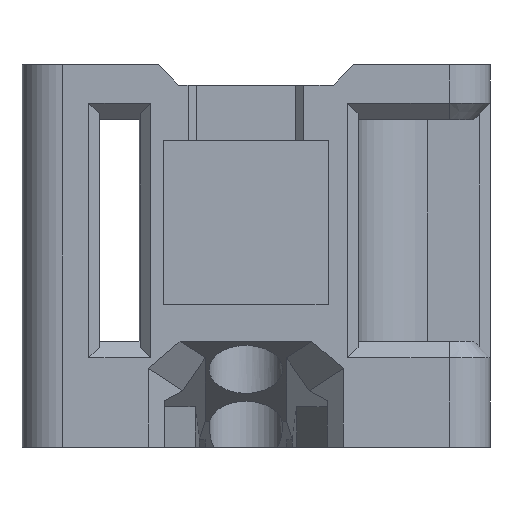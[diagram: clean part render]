
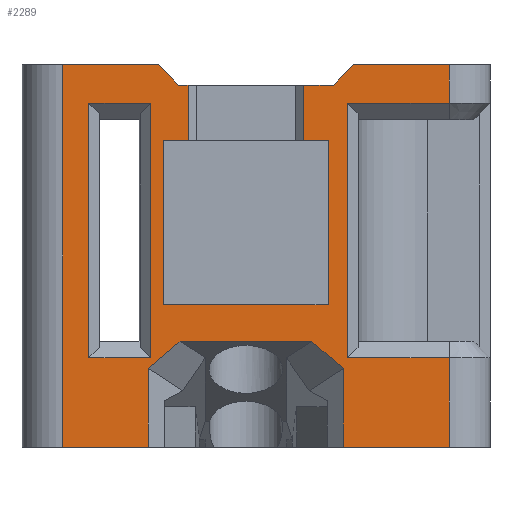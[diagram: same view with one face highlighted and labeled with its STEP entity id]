
A CAD part, left-side view. The second image highlights one B-rep face of the part: STEP entity #2289.
In plain terms, the highlighted planar face has unit normal (-1, 0, 0).
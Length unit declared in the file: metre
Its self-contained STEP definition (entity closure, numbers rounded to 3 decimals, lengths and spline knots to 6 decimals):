
#218=ORIENTED_EDGE('',*,*,#881,.F.);
#219=ORIENTED_EDGE('',*,*,#882,.F.);
#220=ORIENTED_EDGE('',*,*,#883,.F.);
#221=ORIENTED_EDGE('',*,*,#884,.F.);
#222=ORIENTED_EDGE('',*,*,#885,.T.);
#223=ORIENTED_EDGE('',*,*,#886,.T.);
#224=ORIENTED_EDGE('',*,*,#887,.F.);
#225=ORIENTED_EDGE('',*,*,#888,.F.);
#226=ORIENTED_EDGE('',*,*,#889,.T.);
#227=ORIENTED_EDGE('',*,*,#890,.F.);
#228=ORIENTED_EDGE('',*,*,#891,.F.);
#229=ORIENTED_EDGE('',*,*,#892,.F.);
#230=ORIENTED_EDGE('',*,*,#893,.T.);
#231=ORIENTED_EDGE('',*,*,#894,.T.);
#232=ORIENTED_EDGE('',*,*,#869,.T.);
#233=ORIENTED_EDGE('',*,*,#895,.F.);
#234=ORIENTED_EDGE('',*,*,#896,.F.);
#235=ORIENTED_EDGE('',*,*,#897,.T.);
#236=ORIENTED_EDGE('',*,*,#898,.F.);
#237=ORIENTED_EDGE('',*,*,#899,.F.);
#238=ORIENTED_EDGE('',*,*,#851,.T.);
#239=ORIENTED_EDGE('',*,*,#900,.F.);
#240=ORIENTED_EDGE('',*,*,#901,.F.);
#241=ORIENTED_EDGE('',*,*,#902,.F.);
#242=ORIENTED_EDGE('',*,*,#903,.F.);
#243=ORIENTED_EDGE('',*,*,#904,.F.);
#244=ORIENTED_EDGE('',*,*,#905,.T.);
#245=ORIENTED_EDGE('',*,*,#906,.F.);
#246=ORIENTED_EDGE('',*,*,#907,.F.);
#247=ORIENTED_EDGE('',*,*,#908,.F.);
#851=EDGE_CURVE('',#1183,#1182,#1395,.T.);
#869=EDGE_CURVE('',#1201,#1200,#1412,.T.);
#881=EDGE_CURVE('',#1209,#1210,#1420,.T.);
#882=EDGE_CURVE('',#1211,#1209,#1421,.T.);
#883=EDGE_CURVE('',#1212,#1211,#1422,.T.);
#884=EDGE_CURVE('',#1210,#1212,#1423,.T.);
#885=EDGE_CURVE('',#1213,#1214,#1424,.F.);
#886=EDGE_CURVE('',#1214,#1215,#1425,.F.);
#887=EDGE_CURVE('',#1216,#1215,#1426,.F.);
#888=EDGE_CURVE('',#1217,#1216,#1427,.F.);
#889=EDGE_CURVE('',#1217,#1218,#1428,.F.);
#890=EDGE_CURVE('',#1219,#1218,#1429,.T.);
#891=EDGE_CURVE('',#1220,#1219,#1430,.T.);
#892=EDGE_CURVE('',#1221,#1220,#1431,.F.);
#893=EDGE_CURVE('',#1221,#1222,#1432,.T.);
#894=EDGE_CURVE('',#1222,#1201,#1433,.T.);
#895=EDGE_CURVE('',#1223,#1200,#1434,.T.);
#896=EDGE_CURVE('',#1224,#1223,#1435,.F.);
#897=EDGE_CURVE('',#1224,#1225,#1436,.T.);
#898=EDGE_CURVE('',#1226,#1225,#1437,.T.);
#899=EDGE_CURVE('',#1183,#1226,#1438,.T.);
#900=EDGE_CURVE('',#1227,#1182,#1439,.T.);
#901=EDGE_CURVE('',#1228,#1227,#1440,.T.);
#902=EDGE_CURVE('',#1229,#1228,#1441,.T.);
#903=EDGE_CURVE('',#1230,#1229,#1442,.T.);
#904=EDGE_CURVE('',#1231,#1230,#1443,.T.);
#905=EDGE_CURVE('',#1231,#1232,#1444,.T.);
#906=EDGE_CURVE('',#1233,#1232,#1445,.F.);
#907=EDGE_CURVE('',#1234,#1233,#1446,.T.);
#908=EDGE_CURVE('',#1213,#1234,#1447,.T.);
#1182=VERTEX_POINT('',#3307);
#1183=VERTEX_POINT('',#3309);
#1200=VERTEX_POINT('',#3343);
#1201=VERTEX_POINT('',#3345);
#1209=VERTEX_POINT('',#3368);
#1210=VERTEX_POINT('',#3369);
#1211=VERTEX_POINT('',#3371);
#1212=VERTEX_POINT('',#3373);
#1213=VERTEX_POINT('',#3376);
#1214=VERTEX_POINT('',#3377);
#1215=VERTEX_POINT('',#3379);
#1216=VERTEX_POINT('',#3381);
#1217=VERTEX_POINT('',#3383);
#1218=VERTEX_POINT('',#3385);
#1219=VERTEX_POINT('',#3387);
#1220=VERTEX_POINT('',#3389);
#1221=VERTEX_POINT('',#3391);
#1222=VERTEX_POINT('',#3393);
#1223=VERTEX_POINT('',#3396);
#1224=VERTEX_POINT('',#3398);
#1225=VERTEX_POINT('',#3400);
#1226=VERTEX_POINT('',#3402);
#1227=VERTEX_POINT('',#3405);
#1228=VERTEX_POINT('',#3407);
#1229=VERTEX_POINT('',#3409);
#1230=VERTEX_POINT('',#3411);
#1231=VERTEX_POINT('',#3413);
#1232=VERTEX_POINT('',#3415);
#1233=VERTEX_POINT('',#3417);
#1234=VERTEX_POINT('',#3419);
#1395=LINE('',#3308,#1651);
#1412=LINE('',#3344,#1668);
#1420=LINE('',#3367,#1676);
#1421=LINE('',#3370,#1677);
#1422=LINE('',#3372,#1678);
#1423=LINE('',#3374,#1679);
#1424=LINE('',#3375,#1680);
#1425=LINE('',#3378,#1681);
#1426=LINE('',#3380,#1682);
#1427=LINE('',#3382,#1683);
#1428=LINE('',#3384,#1684);
#1429=LINE('',#3386,#1685);
#1430=LINE('',#3388,#1686);
#1431=LINE('',#3390,#1687);
#1432=LINE('',#3392,#1688);
#1433=LINE('',#3394,#1689);
#1434=LINE('',#3395,#1690);
#1435=LINE('',#3397,#1691);
#1436=LINE('',#3399,#1692);
#1437=LINE('',#3401,#1693);
#1438=LINE('',#3403,#1694);
#1439=LINE('',#3404,#1695);
#1440=LINE('',#3406,#1696);
#1441=LINE('',#3408,#1697);
#1442=LINE('',#3410,#1698);
#1443=LINE('',#3412,#1699);
#1444=LINE('',#3414,#1700);
#1445=LINE('',#3416,#1701);
#1446=LINE('',#3418,#1702);
#1447=LINE('',#3420,#1703);
#1651=VECTOR('',#2651,1.);
#1668=VECTOR('',#2670,1.);
#1676=VECTOR('',#2692,1.);
#1677=VECTOR('',#2693,1.);
#1678=VECTOR('',#2694,1.);
#1679=VECTOR('',#2695,1.);
#1680=VECTOR('',#2696,1.);
#1681=VECTOR('',#2697,1.);
#1682=VECTOR('',#2698,1.);
#1683=VECTOR('',#2699,1.);
#1684=VECTOR('',#2700,1.);
#1685=VECTOR('',#2701,1.);
#1686=VECTOR('',#2702,1.);
#1687=VECTOR('',#2703,1.);
#1688=VECTOR('',#2704,1.);
#1689=VECTOR('',#2705,1.);
#1690=VECTOR('',#2706,1.);
#1691=VECTOR('',#2707,1.);
#1692=VECTOR('',#2708,1.);
#1693=VECTOR('',#2709,1.);
#1694=VECTOR('',#2710,1.);
#1695=VECTOR('',#2711,1.);
#1696=VECTOR('',#2712,1.);
#1697=VECTOR('',#2713,1.);
#1698=VECTOR('',#2714,1.);
#1699=VECTOR('',#2715,1.);
#1700=VECTOR('',#2716,1.);
#1701=VECTOR('',#2717,1.);
#1702=VECTOR('',#2718,1.);
#1703=VECTOR('',#2719,1.);
#1891=EDGE_LOOP('',(#218,#219,#220,#221));
#1892=EDGE_LOOP('',(#222,#223,#224,#225,#226,#227,#228,#229,#230,#231,#232,
#233,#234,#235,#236,#237,#238,#239,#240,#241,#242,#243,#244,#245,#246,#247));
#2047=FACE_BOUND('',#1891,.T.);
#2048=FACE_BOUND('',#1892,.T.);
#2198=PLANE('',#2441);
#2289=ADVANCED_FACE('',(#2047,#2048),#2198,.T.);
#2441=AXIS2_PLACEMENT_3D('',#3366,#2690,#2691);
#2651=DIRECTION('',(0.,-1.,0.));
#2670=DIRECTION('',(0.,-1.,0.));
#2690=DIRECTION('',(-1.,0.,0.));
#2691=DIRECTION('',(0.,0.,-1.));
#2692=DIRECTION('',(0.,1.,0.));
#2693=DIRECTION('',(0.,0.,1.));
#2694=DIRECTION('',(0.,-1.,0.));
#2695=DIRECTION('',(0.,0.,-1.));
#2696=DIRECTION('',(0.,1.,0.));
#2697=DIRECTION('',(0.,0.,1.));
#2698=DIRECTION('',(0.,1.,0.));
#2699=DIRECTION('',(0.,0.,1.));
#2700=DIRECTION('',(0.,1.,0.));
#2701=DIRECTION('',(0.,0.,-1.));
#2702=DIRECTION('',(0.,-1.,0.));
#2703=DIRECTION('',(0.,0.707,0.707));
#2704=DIRECTION('',(0.,1.,0.));
#2705=DIRECTION('',(0.,0.,-1.));
#2706=DIRECTION('',(0.,0.,-1.));
#2707=DIRECTION('',(0.,-0.764,0.645));
#2708=DIRECTION('',(0.,-1.,0.));
#2709=DIRECTION('',(0.,0.764,0.645));
#2710=DIRECTION('',(0.,0.,1.));
#2711=DIRECTION('',(0.,0.,-1.));
#2712=DIRECTION('',(0.,-1.,0.));
#2713=DIRECTION('',(0.,0.,-1.));
#2714=DIRECTION('',(0.,1.,0.));
#2715=DIRECTION('',(0.,0.,-1.));
#2716=DIRECTION('',(0.,1.,0.));
#2717=DIRECTION('',(0.,0.707,-0.707));
#2718=DIRECTION('',(0.,-1.,0.));
#2719=DIRECTION('',(0.,0.,1.));
#3307=CARTESIAN_POINT('',(0.045,-0.02375,0.005));
#3308=CARTESIAN_POINT('',(0.045,-0.01725,0.005));
#3309=CARTESIAN_POINT('',(0.045,-0.01075,0.005));
#3343=CARTESIAN_POINT('',(0.045,0.01325,0.005));
#3344=CARTESIAN_POINT('',(0.045,0.0185,0.005));
#3345=CARTESIAN_POINT('',(0.045,0.02375,0.005));
#3366=CARTESIAN_POINT('',(0.045,0.011875,0.005));
#3367=CARTESIAN_POINT('',(0.045,0.020541,0.04725));
#3368=CARTESIAN_POINT('',(0.045,0.012959,0.04725));
#3369=CARTESIAN_POINT('',(0.045,0.020541,0.04725));
#3370=CARTESIAN_POINT('',(0.045,0.012959,0.005));
#3371=CARTESIAN_POINT('',(0.045,0.012959,0.016));
#3372=CARTESIAN_POINT('',(0.045,0.011875,0.016));
#3373=CARTESIAN_POINT('',(0.045,0.020541,0.016));
#3374=CARTESIAN_POINT('',(0.045,0.020541,0.018));
#3375=CARTESIAN_POINT('',(0.045,0.,0.0427));
#3376=CARTESIAN_POINT('',(0.045,-0.00585,0.0427));
#3377=CARTESIAN_POINT('',(0.045,-0.00885,0.0427));
#3378=CARTESIAN_POINT('',(0.045,-0.00885,0.0426));
#3379=CARTESIAN_POINT('',(0.045,-0.00885,0.0225));
#3380=CARTESIAN_POINT('',(0.045,0.000859,0.0225));
#3381=CARTESIAN_POINT('',(0.045,0.01135,0.0225));
#3382=CARTESIAN_POINT('',(0.045,0.01135,0.0426));
#3383=CARTESIAN_POINT('',(0.045,0.01135,0.0427));
#3384=CARTESIAN_POINT('',(0.045,0.,0.0427));
#3385=CARTESIAN_POINT('',(0.045,0.00835,0.0427));
#3386=CARTESIAN_POINT('',(0.045,0.00835,0.005));
#3387=CARTESIAN_POINT('',(0.045,0.00835,0.0495));
#3388=CARTESIAN_POINT('',(0.045,0.,0.0495));
#3389=CARTESIAN_POINT('',(0.045,0.0095,0.0495));
#3390=CARTESIAN_POINT('',(0.045,-0.011563,0.028438));
#3391=CARTESIAN_POINT('',(0.045,0.012,0.052));
#3392=CARTESIAN_POINT('',(0.045,-0.011875,0.052));
#3393=CARTESIAN_POINT('',(0.045,0.02375,0.052));
#3394=CARTESIAN_POINT('',(0.045,0.02375,0.005));
#3395=CARTESIAN_POINT('',(0.045,0.01325,0.005));
#3396=CARTESIAN_POINT('',(0.045,0.01325,0.014695));
#3397=CARTESIAN_POINT('',(0.045,0.007424,0.019616));
#3398=CARTESIAN_POINT('',(0.045,0.009337,0.018));
#3399=CARTESIAN_POINT('',(0.045,0.01125,0.018));
#3400=CARTESIAN_POINT('',(0.045,-0.006837,0.018));
#3401=CARTESIAN_POINT('',(0.045,-0.002768,0.021437));
#3402=CARTESIAN_POINT('',(0.045,-0.01075,0.014695));
#3403=CARTESIAN_POINT('',(0.045,-0.01075,0.018));
#3404=CARTESIAN_POINT('',(0.045,-0.02375,0.005));
#3405=CARTESIAN_POINT('',(0.045,-0.02375,0.016));
#3406=CARTESIAN_POINT('',(0.045,0.011875,0.016));
#3407=CARTESIAN_POINT('',(0.045,-0.011242,0.016));
#3408=CARTESIAN_POINT('',(0.045,-0.011242,0.018));
#3409=CARTESIAN_POINT('',(0.045,-0.011242,0.04725));
#3410=CARTESIAN_POINT('',(0.045,-0.011242,0.04725));
#3411=CARTESIAN_POINT('',(0.045,-0.02375,0.04725));
#3412=CARTESIAN_POINT('',(0.045,-0.02375,0.0475));
#3413=CARTESIAN_POINT('',(0.045,-0.02375,0.052));
#3414=CARTESIAN_POINT('',(0.045,-0.011875,0.052));
#3415=CARTESIAN_POINT('',(0.045,-0.012,0.052));
#3416=CARTESIAN_POINT('',(0.045,0.023438,0.016563));
#3417=CARTESIAN_POINT('',(0.045,-0.0095,0.0495));
#3418=CARTESIAN_POINT('',(0.045,0.,0.0495));
#3419=CARTESIAN_POINT('',(0.045,-0.00585,0.0495));
#3420=CARTESIAN_POINT('',(0.045,-0.00585,0.005));
